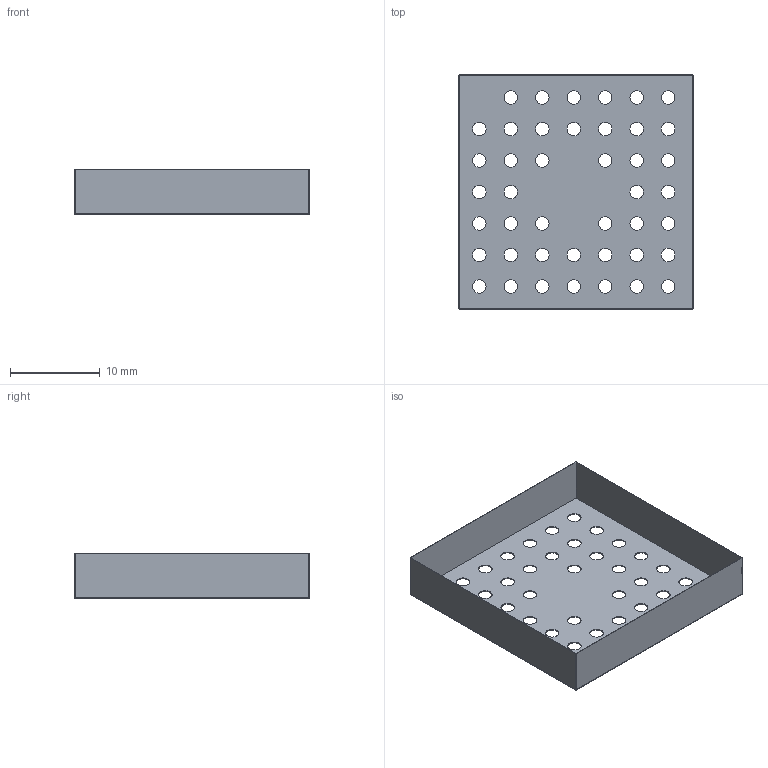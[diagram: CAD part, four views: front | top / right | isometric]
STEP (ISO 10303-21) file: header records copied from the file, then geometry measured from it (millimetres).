
FILE_DESCRIPTION(('FreeCAD Model'),'2;1');
FILE_NAME( 'shield_SHD1_nfc.step', '2018-01-30T16:24:46',('kicad StepUp'),('ksu MCAD'), 'Open CASCADE STEP processor 6.8','FreeCAD','Unknown');
FILE_SCHEMA(('AUTOMOTIVE_DESIGN_CC2 { 1 2 10303 214 -1 1 5 4 }'));
Length unit declared in the file: millimetre
Products named in the file (1): shield_SHD1_nfc
Bounding box: 26.2 x 26.2 x 5 mm (x, y, z)
Volume: 111.8 mm3; surface area: 2270.7 mm2
Topology: 1 solids, 1 shells, 73 faces, 193 edges, 122 vertices
Faces by surface type: cylinder 47, plane 26
Full cylindrical faces by diameter (mm): 1.5 x43
Entity records: 2482 total; most frequent: DIRECTION 435, ORIENTED_EDGE 394, CARTESIAN_POINT 389, EDGE_CURVE 193, AXIS2_PLACEMENT_3D 168, FACE_BOUND 159, EDGE_LOOP 159, VERTEX_POINT 122
